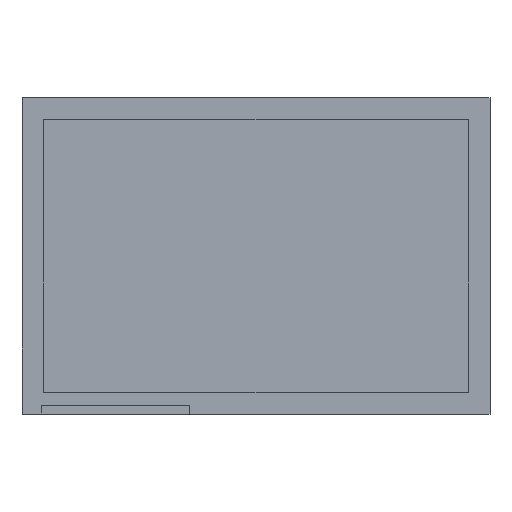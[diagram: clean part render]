
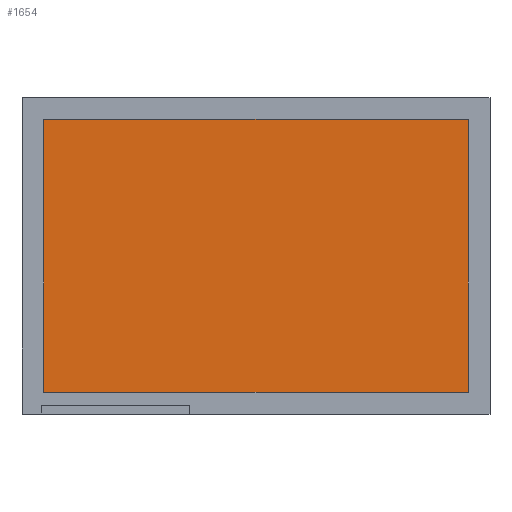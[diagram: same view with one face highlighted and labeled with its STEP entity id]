
A CAD part, top view. The second image highlights one B-rep face of the part: STEP entity #1654.
In plain terms, the highlighted planar face has unit normal (0, 0, 1).
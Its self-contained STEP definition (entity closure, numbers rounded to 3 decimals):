
#50=FACE_OUTER_BOUND($,#129,.T.);
#129=EDGE_LOOP($,(#1105,#1106,#1107,#1108));
#227=LINE($,#2259,#459);
#231=LINE($,#2266,#463);
#234=LINE($,#2272,#466);
#236=LINE($,#2275,#468);
#459=VECTOR($,#1837,25.2);
#463=VECTOR($,#1843,39.2);
#466=VECTOR($,#1848,25.2);
#468=VECTOR($,#1852,39.2);
#691=VERTEX_POINT($,#2256);
#692=VERTEX_POINT($,#2258);
#694=VERTEX_POINT($,#2264);
#696=VERTEX_POINT($,#2270);
#851=EDGE_CURVE($,#691,#692,#227,.T.);
#855=EDGE_CURVE($,#694,#691,#231,.T.);
#858=EDGE_CURVE($,#696,#694,#234,.T.);
#860=EDGE_CURVE($,#692,#696,#236,.T.);
#1105=ORIENTED_EDGE($,*,*,#860,.F.);
#1106=ORIENTED_EDGE($,*,*,#851,.F.);
#1107=ORIENTED_EDGE($,*,*,#855,.F.);
#1108=ORIENTED_EDGE($,*,*,#858,.F.);
#1573=PLANE($,#1742);
#1654=ADVANCED_FACE($,(#50),#1573,.F.);
#1742=AXIS2_PLACEMENT_3D($,#2276,#1853,#1854);
#1837=DIRECTION($,(0.,1.,0.));
#1843=DIRECTION($,(-1.,0.,0.));
#1848=DIRECTION($,(0.,-1.,0.));
#1852=DIRECTION($,(1.,0.,0.));
#1853=DIRECTION('center_axis',(0.,0.,-1.));
#1854=DIRECTION('ref_axis',(-1.,0.,0.));
#2256=CARTESIAN_POINT('',(-19.6,-12.6,3.1));
#2258=CARTESIAN_POINT('',(-19.6,12.6,3.1));
#2259=CARTESIAN_POINT($,(-19.6,-12.6,3.1));
#2264=CARTESIAN_POINT('',(19.6,-12.6,3.1));
#2266=CARTESIAN_POINT($,(19.6,-12.6,3.1));
#2270=CARTESIAN_POINT('',(19.6,12.6,3.1));
#2272=CARTESIAN_POINT($,(19.6,12.6,3.1));
#2275=CARTESIAN_POINT($,(-19.6,12.6,3.1));
#2276=CARTESIAN_POINT('Origin',(0.,0.,3.1));
